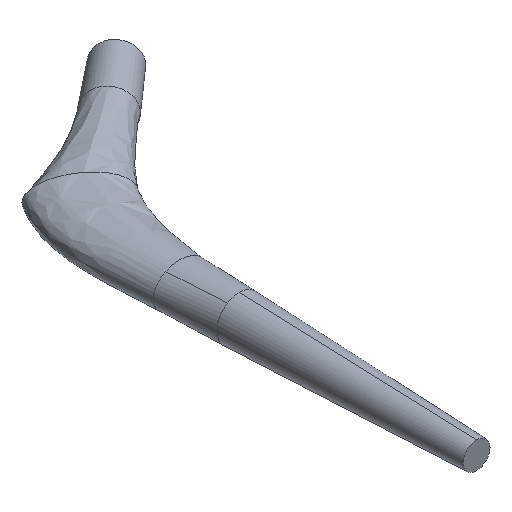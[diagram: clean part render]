
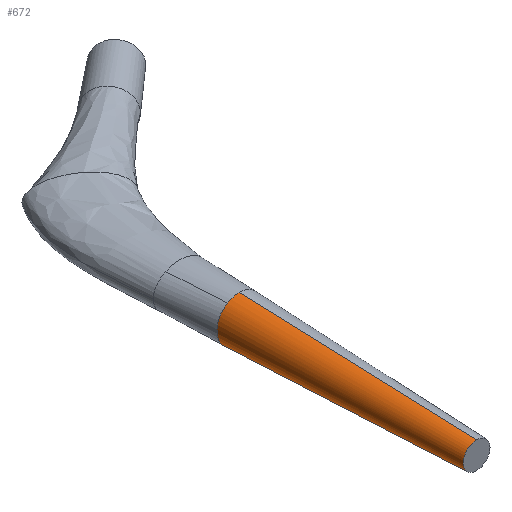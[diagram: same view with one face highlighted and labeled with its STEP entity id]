
A CAD part, isometric view. The second image highlights one B-rep face of the part: STEP entity #672.
In plain terms, the highlighted free-form (B-spline) face has degree [2, 1] with [5, 2] control points.
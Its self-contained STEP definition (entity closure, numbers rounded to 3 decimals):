
#559 = VERTEX_POINT('',#560);
#560 = CARTESIAN_POINT('',(0.,68.007,6.376));
#584 = VERTEX_POINT('',#585);
#585 = CARTESIAN_POINT('',(-3.359,68.007,
    5.419));
#590 = EDGE_CURVE('',#584,#559,#591,.T.);
#591 = ( BOUNDED_CURVE() B_SPLINE_CURVE(2,(#592,#593,#594),
.UNSPECIFIED.,.F.,.F.) B_SPLINE_CURVE_WITH_KNOTS((3,3),(5.728,
6.283),.PIECEWISE_BEZIER_KNOTS.) CURVE() 
GEOMETRIC_REPRESENTATION_ITEM() RATIONAL_B_SPLINE_CURVE((1.,
0.962,1.)) REPRESENTATION_ITEM('') );
#592 = CARTESIAN_POINT('',(-3.359,68.007,
    5.419));
#593 = CARTESIAN_POINT('',(-1.815,68.007,
    6.376));
#594 = CARTESIAN_POINT('',(0.,68.007,
    6.376));
#615 = VERTEX_POINT('',#616);
#616 = CARTESIAN_POINT('',(0.,0.,3.825));
#617 = VERTEX_POINT('',#618);
#618 = CARTESIAN_POINT('',(0.,0.,-3.825));
#626 = EDGE_CURVE('',#617,#627,#629,.T.);
#627 = VERTEX_POINT('',#628);
#628 = CARTESIAN_POINT('',(0.,68.007,
    -6.376));
#629 = B_SPLINE_CURVE_WITH_KNOTS('',1,(#630,#631),.UNSPECIFIED.,.F.,.F.,
  (2,2),(0.,80.056),.PIECEWISE_BEZIER_KNOTS.);
#630 = CARTESIAN_POINT('',(0.,0.,-3.825));
#631 = CARTESIAN_POINT('',(0.,68.007,
    -6.376));
#640 = EDGE_CURVE('',#615,#559,#641,.T.);
#641 = B_SPLINE_CURVE_WITH_KNOTS('',1,(#642,#643),.UNSPECIFIED.,.F.,.F.,
  (2,2),(0.,80.056),.PIECEWISE_BEZIER_KNOTS.);
#642 = CARTESIAN_POINT('',(0.,0.,3.825));
#643 = CARTESIAN_POINT('',(0.,68.007,6.376));
#660 = EDGE_CURVE('',#617,#615,#661,.T.);
#661 = ( BOUNDED_CURVE() B_SPLINE_CURVE(2,(#662,#663,#664,#665,#666),
.UNSPECIFIED.,.F.,.F.) B_SPLINE_CURVE_WITH_KNOTS((3,2,3),(3.142,
4.712,6.283),.PIECEWISE_BEZIER_KNOTS.) CURVE() 
GEOMETRIC_REPRESENTATION_ITEM() RATIONAL_B_SPLINE_CURVE((1.,
0.707,1.,0.707,1.)) REPRESENTATION_ITEM('') );
#662 = CARTESIAN_POINT('',(0.,0.,-3.825));
#663 = CARTESIAN_POINT('',(-3.825,0.,-3.825));
#664 = CARTESIAN_POINT('',(-3.825,0.,0.));
#665 = CARTESIAN_POINT('',(-3.825,0.,3.825));
#666 = CARTESIAN_POINT('',(0.,0.,3.825));
#672 = ADVANCED_FACE('',(#673),#685,.T.);
#673 = FACE_BOUND('',#674,.T.);
#674 = EDGE_LOOP('',(#675,#676,#677,#678,#679));
#675 = ORIENTED_EDGE('',*,*,#626,.F.);
#676 = ORIENTED_EDGE('',*,*,#660,.T.);
#677 = ORIENTED_EDGE('',*,*,#640,.T.);
#678 = ORIENTED_EDGE('',*,*,#590,.F.);
#679 = ORIENTED_EDGE('',*,*,#680,.F.);
#680 = EDGE_CURVE('',#627,#584,#681,.T.);
#681 = ( BOUNDED_CURVE() B_SPLINE_CURVE(2,(#682,#683,#684),
.UNSPECIFIED.,.F.,.F.) B_SPLINE_CURVE_WITH_KNOTS((3,3),(3.142,
5.728),.PIECEWISE_BEZIER_KNOTS.) CURVE() 
GEOMETRIC_REPRESENTATION_ITEM() RATIONAL_B_SPLINE_CURVE((1.,
0.274,1.)) REPRESENTATION_ITEM('') );
#682 = CARTESIAN_POINT('',(0.,68.007,
    -6.376));
#683 = CARTESIAN_POINT('',(-22.391,68.007,
    -6.376));
#684 = CARTESIAN_POINT('',(-3.359,68.007,
    5.419));
#685 = ( BOUNDED_SURFACE() B_SPLINE_SURFACE(2,1,(
    (#686,#687)
    ,(#688,#689)
    ,(#690,#691)
    ,(#692,#693)
,(#694,#695
    )),.UNSPECIFIED.,.F.,.F.,.F.) B_SPLINE_SURFACE_WITH_KNOTS((3,2,3),(2
    ,2),(3.142,4.712,6.283),(0.,80.056
),.PIECEWISE_BEZIER_KNOTS.) GEOMETRIC_REPRESENTATION_ITEM() 
RATIONAL_B_SPLINE_SURFACE((
    (1.,1.)
    ,(0.707,0.707)
    ,(1.,1.)
    ,(0.707,0.707)
,(1.,1.))) REPRESENTATION_ITEM('') SURFACE() );
#686 = CARTESIAN_POINT('',(0.,0.,-3.825));
#687 = CARTESIAN_POINT('',(0.,68.007,
    -6.376));
#688 = CARTESIAN_POINT('',(-3.825,0.,-3.825));
#689 = CARTESIAN_POINT('',(-6.376,68.007,
    -6.376));
#690 = CARTESIAN_POINT('',(-3.825,0.,0.));
#691 = CARTESIAN_POINT('',(-6.376,68.007,
    0.));
#692 = CARTESIAN_POINT('',(-3.825,0.,3.825));
#693 = CARTESIAN_POINT('',(-6.376,68.007,
    6.376));
#694 = CARTESIAN_POINT('',(0.,0.,3.825));
#695 = CARTESIAN_POINT('',(0.,68.007,
    6.376));
